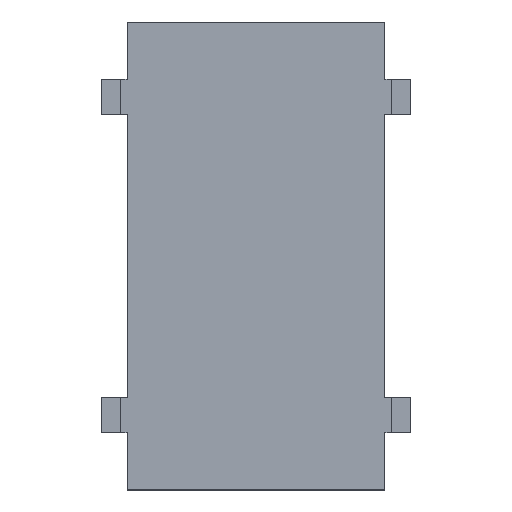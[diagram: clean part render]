
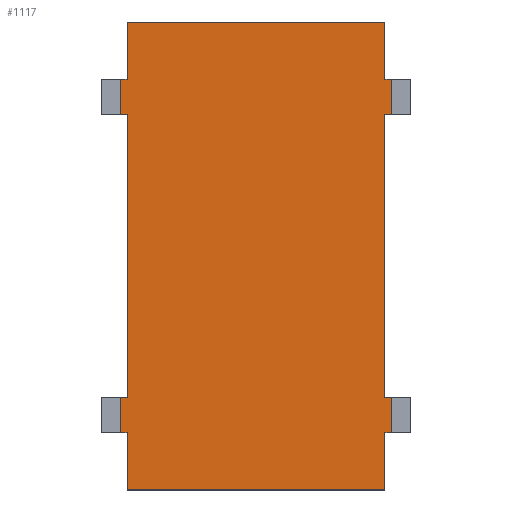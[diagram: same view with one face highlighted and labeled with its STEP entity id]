
A CAD part, top view. The second image highlights one B-rep face of the part: STEP entity #1117.
In plain terms, the highlighted planar face has unit normal (0, 0, 1).
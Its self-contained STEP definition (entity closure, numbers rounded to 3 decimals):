
#65=FACE_OUTER_BOUND('',#121,.T.);
#121=EDGE_LOOP('',(#965,#966,#967,#968,#969,#970,#971,#972,#973,#974,#975,
#976,#977,#978,#979,#980,#981,#982,#983,#984));
#130=LINE('',#1472,#286);
#136=LINE('',#1484,#292);
#138=LINE('',#1490,#294);
#151=LINE('',#1515,#307);
#159=LINE('',#1530,#315);
#173=LINE('',#1558,#329);
#175=LINE('',#1563,#331);
#180=LINE('',#1573,#336);
#196=LINE('',#1605,#352);
#200=LINE('',#1611,#356);
#206=LINE('',#1624,#362);
#210=LINE('',#1633,#366);
#226=LINE('',#1665,#382);
#230=LINE('',#1671,#386);
#232=LINE('',#1677,#388);
#236=LINE('',#1686,#392);
#248=LINE('',#1709,#404);
#256=LINE('',#1724,#412);
#268=LINE('',#1746,#424);
#272=LINE('',#1754,#428);
#286=VECTOR('',#1201,10.);
#292=VECTOR('',#1209,10.);
#294=VECTOR('',#1213,10.);
#307=VECTOR('',#1232,10.);
#315=VECTOR('',#1248,10.);
#329=VECTOR('',#1268,10.);
#331=VECTOR('',#1272,10.);
#336=VECTOR('',#1279,10.);
#352=VECTOR('',#1307,10.);
#356=VECTOR('',#1313,10.);
#362=VECTOR('',#1323,10.);
#366=VECTOR('',#1329,10.);
#382=VECTOR('',#1357,10.);
#386=VECTOR('',#1363,10.);
#388=VECTOR('',#1367,10.);
#392=VECTOR('',#1373,10.);
#404=VECTOR('',#1391,10.);
#412=VECTOR('',#1407,10.);
#424=VECTOR('',#1427,10.);
#428=VECTOR('',#1437,10.);
#442=VERTEX_POINT('',#1469);
#443=VERTEX_POINT('',#1471);
#445=VERTEX_POINT('',#1477);
#448=VERTEX_POINT('',#1482);
#450=VERTEX_POINT('',#1487);
#451=VERTEX_POINT('',#1489);
#471=VERTEX_POINT('',#1551);
#474=VERTEX_POINT('',#1556);
#475=VERTEX_POINT('',#1560);
#476=VERTEX_POINT('',#1562);
#477=VERTEX_POINT('',#1566);
#480=VERTEX_POINT('',#1571);
#493=VERTEX_POINT('',#1617);
#496=VERTEX_POINT('',#1622);
#497=VERTEX_POINT('',#1626);
#500=VERTEX_POINT('',#1631);
#513=VERTEX_POINT('',#1674);
#514=VERTEX_POINT('',#1676);
#517=VERTEX_POINT('',#1683);
#518=VERTEX_POINT('',#1685);
#546=EDGE_CURVE('',#443,#442,#130,.T.);
#552=EDGE_CURVE('',#445,#448,#136,.T.);
#554=EDGE_CURVE('',#451,#450,#138,.T.);
#567=EDGE_CURVE('',#442,#445,#151,.T.);
#575=EDGE_CURVE('',#450,#443,#159,.T.);
#589=EDGE_CURVE('',#474,#471,#173,.T.);
#591=EDGE_CURVE('',#476,#475,#175,.T.);
#596=EDGE_CURVE('',#477,#480,#180,.T.);
#612=EDGE_CURVE('',#475,#471,#196,.T.);
#616=EDGE_CURVE('',#477,#474,#200,.T.);
#622=EDGE_CURVE('',#496,#493,#206,.T.);
#626=EDGE_CURVE('',#497,#500,#210,.T.);
#642=EDGE_CURVE('',#480,#493,#226,.T.);
#646=EDGE_CURVE('',#497,#496,#230,.T.);
#648=EDGE_CURVE('',#514,#513,#232,.T.);
#652=EDGE_CURVE('',#518,#517,#236,.T.);
#664=EDGE_CURVE('',#513,#451,#248,.T.);
#672=EDGE_CURVE('',#517,#514,#256,.T.);
#684=EDGE_CURVE('',#500,#518,#268,.T.);
#688=EDGE_CURVE('',#448,#476,#272,.T.);
#965=ORIENTED_EDGE('',*,*,#684,.T.);
#966=ORIENTED_EDGE('',*,*,#652,.T.);
#967=ORIENTED_EDGE('',*,*,#672,.T.);
#968=ORIENTED_EDGE('',*,*,#648,.T.);
#969=ORIENTED_EDGE('',*,*,#664,.T.);
#970=ORIENTED_EDGE('',*,*,#554,.T.);
#971=ORIENTED_EDGE('',*,*,#575,.T.);
#972=ORIENTED_EDGE('',*,*,#546,.T.);
#973=ORIENTED_EDGE('',*,*,#567,.T.);
#974=ORIENTED_EDGE('',*,*,#552,.T.);
#975=ORIENTED_EDGE('',*,*,#688,.T.);
#976=ORIENTED_EDGE('',*,*,#591,.T.);
#977=ORIENTED_EDGE('',*,*,#612,.T.);
#978=ORIENTED_EDGE('',*,*,#589,.F.);
#979=ORIENTED_EDGE('',*,*,#616,.F.);
#980=ORIENTED_EDGE('',*,*,#596,.T.);
#981=ORIENTED_EDGE('',*,*,#642,.T.);
#982=ORIENTED_EDGE('',*,*,#622,.F.);
#983=ORIENTED_EDGE('',*,*,#646,.F.);
#984=ORIENTED_EDGE('',*,*,#626,.T.);
#1061=PLANE('',#1188);
#1117=ADVANCED_FACE('',(#65),#1061,.T.);
#1188=AXIS2_PLACEMENT_3D('',#1755,#1438,#1439);
#1201=DIRECTION('',(0.,1.,0.));
#1209=DIRECTION('',(0.,1.,0.));
#1213=DIRECTION('',(0.,1.,0.));
#1232=DIRECTION('',(-1.,0.,0.));
#1248=DIRECTION('',(1.,0.,0.));
#1268=DIRECTION('',(0.,1.,0.));
#1272=DIRECTION('',(0.,-1.,0.));
#1279=DIRECTION('',(0.,-1.,0.));
#1307=DIRECTION('',(-1.,0.,0.));
#1313=DIRECTION('',(-1.,0.,0.));
#1323=DIRECTION('',(0.,1.,0.));
#1329=DIRECTION('',(0.,-1.,0.));
#1357=DIRECTION('',(-1.,0.,0.));
#1363=DIRECTION('',(-1.,0.,0.));
#1367=DIRECTION('',(0.,1.,0.));
#1373=DIRECTION('',(0.,1.,0.));
#1391=DIRECTION('',(-1.,0.,0.));
#1407=DIRECTION('',(1.,0.,0.));
#1427=DIRECTION('',(1.,0.,0.));
#1437=DIRECTION('',(-1.,0.,0.));
#1438=DIRECTION('center_axis',(0.,0.,1.));
#1439=DIRECTION('ref_axis',(1.,0.,0.));
#1469=CARTESIAN_POINT('',(28.183,45.016,1.));
#1471=CARTESIAN_POINT('',(28.183,39.516,1.));
#1472=CARTESIAN_POINT('',(28.183,39.516,1.));
#1477=CARTESIAN_POINT('',(27.183,45.016,1.));
#1482=CARTESIAN_POINT('',(27.183,54.016,1.));
#1484=CARTESIAN_POINT('',(27.183,54.016,1.));
#1487=CARTESIAN_POINT('',(27.183,39.516,1.));
#1489=CARTESIAN_POINT('',(27.183,-4.984,1.));
#1490=CARTESIAN_POINT('',(27.183,54.016,1.));
#1515=CARTESIAN_POINT('',(17.058,45.016,1.));
#1530=CARTESIAN_POINT('',(27.183,39.516,1.));
#1551=CARTESIAN_POINT('',(-14.317,45.016,1.));
#1556=CARTESIAN_POINT('',(-14.317,39.516,1.));
#1558=CARTESIAN_POINT('',(-14.317,39.516,1.));
#1560=CARTESIAN_POINT('',(-13.317,45.016,1.));
#1562=CARTESIAN_POINT('',(-13.317,54.016,1.));
#1563=CARTESIAN_POINT('',(-13.317,-19.484,1.));
#1566=CARTESIAN_POINT('',(-13.317,39.516,1.));
#1571=CARTESIAN_POINT('',(-13.317,-4.984,1.));
#1573=CARTESIAN_POINT('',(-13.317,-19.484,1.));
#1605=CARTESIAN_POINT('',(-3.692,45.016,1.));
#1611=CARTESIAN_POINT('',(-13.317,39.516,1.));
#1617=CARTESIAN_POINT('',(-14.317,-4.984,1.));
#1622=CARTESIAN_POINT('',(-14.317,-10.484,1.));
#1624=CARTESIAN_POINT('',(-14.317,-10.484,1.));
#1626=CARTESIAN_POINT('',(-13.317,-10.484,1.));
#1631=CARTESIAN_POINT('',(-13.317,-19.484,1.));
#1633=CARTESIAN_POINT('',(-13.317,-19.484,1.));
#1665=CARTESIAN_POINT('',(-3.692,-4.984,1.));
#1671=CARTESIAN_POINT('',(-13.317,-10.484,1.));
#1674=CARTESIAN_POINT('',(28.183,-4.984,1.));
#1676=CARTESIAN_POINT('',(28.183,-10.484,1.));
#1677=CARTESIAN_POINT('',(28.183,-10.484,1.));
#1683=CARTESIAN_POINT('',(27.183,-10.484,1.));
#1685=CARTESIAN_POINT('',(27.183,-19.484,1.));
#1686=CARTESIAN_POINT('',(27.183,54.016,1.));
#1709=CARTESIAN_POINT('',(17.058,-4.984,1.));
#1724=CARTESIAN_POINT('',(27.183,-10.484,1.));
#1746=CARTESIAN_POINT('',(27.183,-19.484,1.));
#1754=CARTESIAN_POINT('',(-13.317,54.016,1.));
#1755=CARTESIAN_POINT('Origin',(6.933,17.266,1.));
